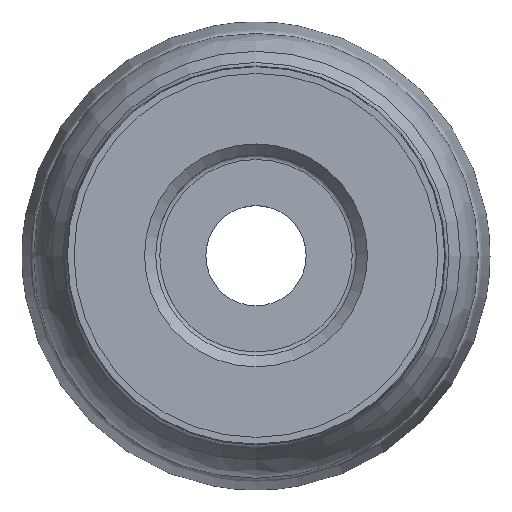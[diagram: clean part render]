
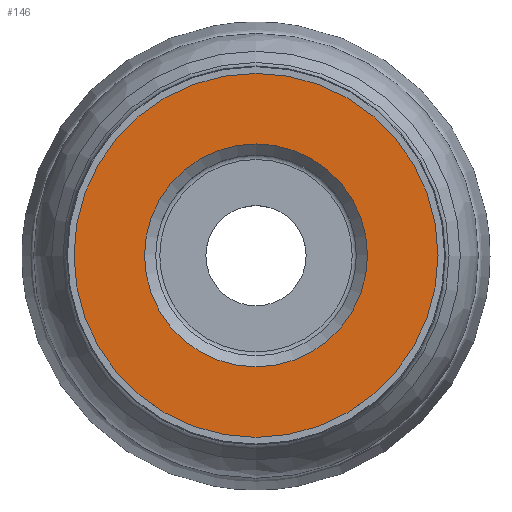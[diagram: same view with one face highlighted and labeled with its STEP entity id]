
A CAD part, top view. The second image highlights one B-rep face of the part: STEP entity #146.
In plain terms, the highlighted planar face has unit normal (0, 0, 1).
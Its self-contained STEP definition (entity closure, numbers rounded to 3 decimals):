
#104=PLANE('',#576);
#146=ADVANCED_FACE('CLONE_TP_FACE',(#208,#209),#104,.T.);
#208=FACE_BOUND('',#265,.T.);
#209=FACE_BOUND('',#266,.T.);
#265=EDGE_LOOP('',(#321));
#266=EDGE_LOOP('',(#322));
#321=ORIENTED_EDGE('',*,*,#379,.T.);
#322=ORIENTED_EDGE('',*,*,#378,.F.);
#349=VERTEX_POINT('',#831);
#350=VERTEX_POINT('',#834);
#378=EDGE_CURVE('',#349,#349,#406,.T.);
#379=EDGE_CURVE('',#350,#350,#407,.T.);
#406=CIRCLE('',#563,15.005);
#407=CIRCLE('',#565,24.5);
#563=AXIS2_PLACEMENT_3D('',#830,#680,#681);
#565=AXIS2_PLACEMENT_3D('',#833,#684,#685);
#576=AXIS2_PLACEMENT_3D('',#849,#706,#707);
#680=DIRECTION('',(0.,0.,1.));
#681=DIRECTION('',(1.,0.,0.));
#684=DIRECTION('',(0.,0.,1.));
#685=DIRECTION('',(1.,0.,0.));
#706=DIRECTION('',(0.,0.,1.));
#707=DIRECTION('',(-1.,0.,0.));
#830=CARTESIAN_POINT('',(0.,0.,0.));
#831=CARTESIAN_POINT('',(15.005,0.,0.));
#833=CARTESIAN_POINT('',(0.,0.,0.));
#834=CARTESIAN_POINT('',(24.5,0.,0.));
#849=CARTESIAN_POINT('',(0.,0.,0.));
